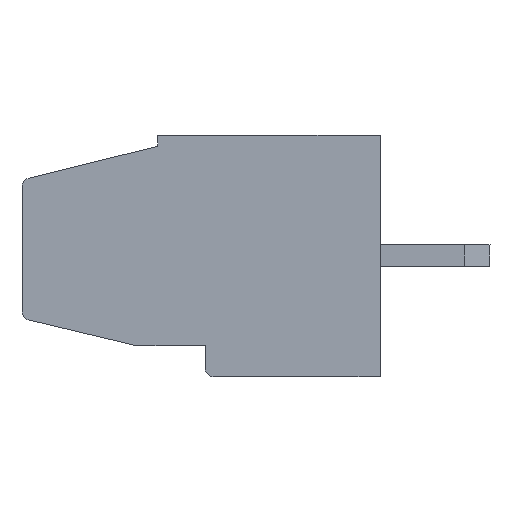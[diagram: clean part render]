
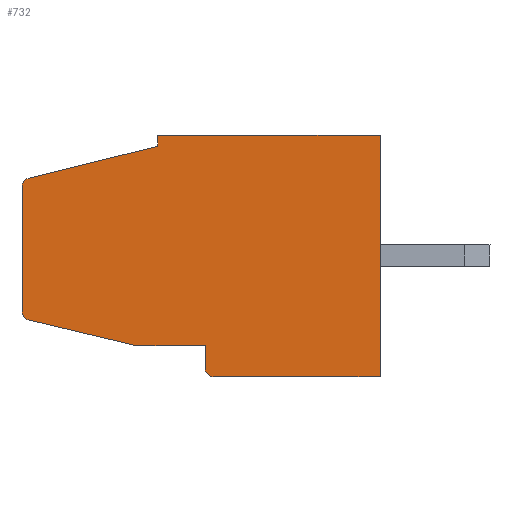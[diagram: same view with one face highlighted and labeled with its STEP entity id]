
A CAD part, left-side view. The second image highlights one B-rep face of the part: STEP entity #732.
In plain terms, the highlighted planar face has unit normal (-1, 0, 0).
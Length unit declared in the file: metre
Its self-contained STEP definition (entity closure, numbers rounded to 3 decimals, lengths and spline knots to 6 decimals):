
#732=ADVANCED_FACE('',(#1520),#1521,.F.);
#1520=FACE_OUTER_BOUND('',#2325,.T.);
#1521=PLANE('',#2326);
#2325=EDGE_LOOP('',(#4474,#4475,#4476,#4477,#4478,#4479,#4480,#4481,#4482,#4483,#4484,#4485));
#2326=AXIS2_PLACEMENT_3D('',#4486,#4487,#4488);
#4474=ORIENTED_EDGE('',*,*,#5457,.T.);
#4475=ORIENTED_EDGE('',*,*,#5462,.T.);
#4476=ORIENTED_EDGE('',*,*,#4730,.T.);
#4477=ORIENTED_EDGE('',*,*,#4737,.T.);
#4478=ORIENTED_EDGE('',*,*,#5466,.T.);
#4479=ORIENTED_EDGE('',*,*,#5497,.T.);
#4480=ORIENTED_EDGE('',*,*,#5491,.T.);
#4481=ORIENTED_EDGE('',*,*,#5481,.T.);
#4482=ORIENTED_EDGE('',*,*,#5477,.F.);
#4483=ORIENTED_EDGE('',*,*,#5483,.T.);
#4484=ORIENTED_EDGE('',*,*,#5472,.T.);
#4485=ORIENTED_EDGE('',*,*,#5474,.T.);
#4486=CARTESIAN_POINT('',(0.06,0.009195,0.05));
#4487=DIRECTION('',(1.0,0.0,0.0));
#4488=DIRECTION('',(0.0,1.0,0.0));
#4730=EDGE_CURVE('',#5656,#5657,#5658,.T.);
#4737=EDGE_CURVE('',#5657,#5667,#5668,.F.);
#5457=EDGE_CURVE('',#6734,#6736,#6738,.T.);
#5462=EDGE_CURVE('',#6736,#5656,#6743,.T.);
#5466=EDGE_CURVE('',#5667,#6746,#6748,.T.);
#5472=EDGE_CURVE('',#6753,#6755,#6757,.T.);
#5474=EDGE_CURVE('',#6755,#6734,#6759,.F.);
#5477=EDGE_CURVE('',#6761,#6763,#6764,.T.);
#5481=EDGE_CURVE('',#6767,#6763,#6769,.T.);
#5483=EDGE_CURVE('',#6761,#6753,#6771,.F.);
#5491=EDGE_CURVE('',#6782,#6767,#6784,.T.);
#5497=EDGE_CURVE('',#6746,#6782,#6794,.T.);
#5656=VERTEX_POINT('',#7007);
#5657=VERTEX_POINT('',#7008);
#5658=LINE('',#7009,#7010);
#5667=VERTEX_POINT('',#7021);
#5668=CIRCLE('',#7022,0.0003);
#6734=VERTEX_POINT('',#8542);
#6736=VERTEX_POINT('',#8545);
#6738=LINE('',#8548,#8549);
#6743=LINE('',#8557,#8558);
#6746=VERTEX_POINT('',#8562);
#6748=LINE('',#8565,#8566);
#6753=VERTEX_POINT('',#8572);
#6755=VERTEX_POINT('',#8575);
#6757=LINE('',#8578,#8579);
#6759=CIRCLE('',#8581,0.0003);
#6761=VERTEX_POINT('',#8583);
#6763=VERTEX_POINT('',#8586);
#6764=LINE('',#8587,#8588);
#6767=VERTEX_POINT('',#8592);
#6769=LINE('',#8595,#8596);
#6771=CIRCLE('',#8598,0.000306);
#6782=VERTEX_POINT('',#8614);
#6784=LINE('',#8617,#8618);
#6794=LINE('',#8632,#8633);
#7007=CARTESIAN_POINT('',(0.06,0.006449,0.042252));
#7008=CARTESIAN_POINT('',(0.06,0.006449,0.041402));
#7009=CARTESIAN_POINT('',(0.06,0.006449,0.042252));
#7010=VECTOR('',#8828,1.0);
#7021=CARTESIAN_POINT('',(0.06,0.006149,0.041102));
#7022=AXIS2_PLACEMENT_3D('',#8837,#8838,#8839);
#8542=CARTESIAN_POINT('',(0.06,0.012969,0.043197));
#8545=CARTESIAN_POINT('',(0.06,0.008999,0.042252));
#8548=CARTESIAN_POINT('',(0.06,0.012969,0.043197));
#8549=VECTOR('',#9476,1.0);
#8557=CARTESIAN_POINT('',(0.06,0.008999,0.042252));
#8558=VECTOR('',#9480,1.0);
#8562=CARTESIAN_POINT('',(0.06,0.0,0.041102));
#8565=CARTESIAN_POINT('',(0.06,0.,0.041102));
#8566=VECTOR('',#9483,1.0);
#8572=CARTESIAN_POINT('',(0.06,0.013199,0.048112));
#8575=CARTESIAN_POINT('',(0.06,0.013199,0.043489));
#8578=CARTESIAN_POINT('',(0.06,0.013199,0.048123));
#8579=VECTOR('',#9490,1.0);
#8581=AXIS2_PLACEMENT_3D('',#9491,#9492,#9493);
#8583=CARTESIAN_POINT('',(0.06,0.012967,0.048409));
#8586=CARTESIAN_POINT('',(0.06,0.008197,0.049596));
#8587=CARTESIAN_POINT('',(0.06,0.013222,0.048346));
#8588=VECTOR('',#9495,1.0);
#8592=CARTESIAN_POINT('',(0.06,0.008197,0.05));
#8595=CARTESIAN_POINT('',(0.06,0.008197,0.050002));
#8596=VECTOR('',#9498,1.0);
#8598=AXIS2_PLACEMENT_3D('',#9499,#9500,#9501);
#8614=CARTESIAN_POINT('',(0.06,0.,0.05));
#8617=CARTESIAN_POINT('',(0.06,-0.000005,0.05));
#8618=VECTOR('',#9508,1.0);
#8632=CARTESIAN_POINT('',(0.06,0.,0.043065));
#8633=VECTOR('',#9513,1.0);
#8828=DIRECTION('',(0.0,0.0,-1.0));
#8837=CARTESIAN_POINT('',(0.06,0.006149,0.041402));
#8838=DIRECTION('',(1.0,0.0,0.0));
#8839=DIRECTION('',(0.0,0.0,-1.0));
#9476=DIRECTION('',(0.0,-0.973,-0.232));
#9480=DIRECTION('',(0.0,-1.0,0.0));
#9483=DIRECTION('',(0.0,-1.0,0.0));
#9490=DIRECTION('',(0.0,0.0,-1.0));
#9491=CARTESIAN_POINT('',(0.06,0.012899,0.043489));
#9492=DIRECTION('',(1.0,0.0,0.0));
#9493=DIRECTION('',(0.0,0.0,-1.0));
#9495=DIRECTION('',(0.0,-0.97,0.241));
#9498=DIRECTION('',(0.0,0.0,-1.0));
#9499=CARTESIAN_POINT('',(0.06,0.012893,0.048112));
#9500=DIRECTION('',(1.0,0.0,0.0));
#9501=DIRECTION('',(0.0,0.0,-1.0));
#9508=DIRECTION('',(0.0,1.0,-0.0));
#9513=DIRECTION('',(-0.0,0.0,1.0));
